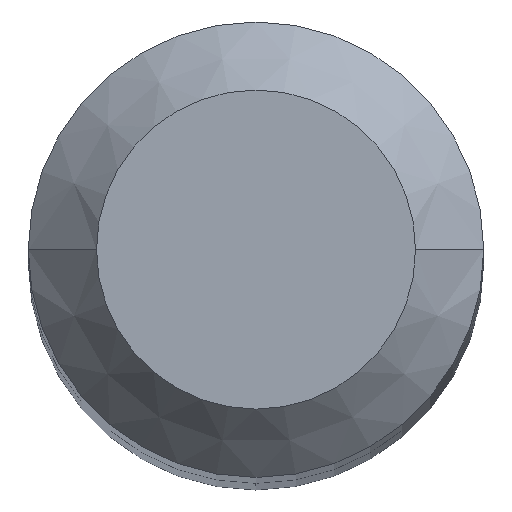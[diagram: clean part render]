
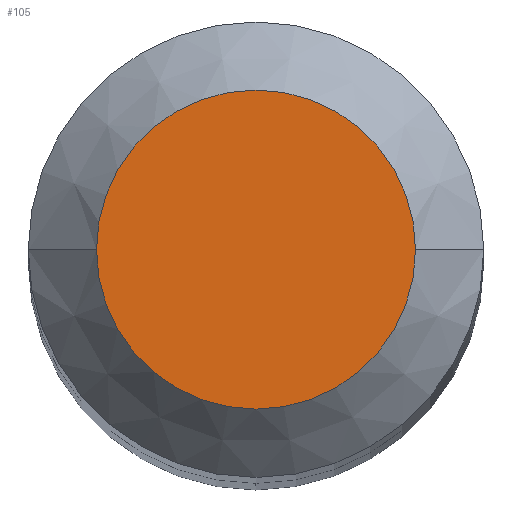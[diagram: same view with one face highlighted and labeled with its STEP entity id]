
A CAD part, top view. The second image highlights one B-rep face of the part: STEP entity #105.
In plain terms, the highlighted planar face has unit normal (0, 0, 1).
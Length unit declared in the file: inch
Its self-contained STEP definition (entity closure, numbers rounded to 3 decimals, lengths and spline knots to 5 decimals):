
#36 = DIRECTION ( 'NONE',  ( 1., 0., 0. ) ) ;
#70 = FACE_OUTER_BOUND ( 'NONE', #357, .T. ) ;
#73 = PLANE ( 'NONE',  #273 ) ;
#74 = EDGE_CURVE ( 'NONE', #235, #265, #307, .T. ) ;
#105 = ADVANCED_FACE ( 'NONE', ( #70 ), #73, .F. ) ;
#106 = DIRECTION ( 'NONE',  ( 0., 0., 1. ) ) ;
#112 = ORIENTED_EDGE ( 'NONE', *, *, #266, .T. ) ;
#128 = AXIS2_PLACEMENT_3D ( 'NONE', #168, #106, #197 ) ;
#131 = CARTESIAN_POINT ( 'NONE',  ( 0., 0., 0. ) ) ;
#153 = CIRCLE ( 'NONE', #128, 0.0731 ) ;
#168 = CARTESIAN_POINT ( 'NONE',  ( 0., 0., 0. ) ) ;
#172 = AXIS2_PLACEMENT_3D ( 'NONE', #345, #283, #36 ) ;
#187 = CARTESIAN_POINT ( 'NONE',  ( 0.0731, 0., 0. ) ) ;
#197 = DIRECTION ( 'NONE',  ( 1., 0., 0. ) ) ;
#221 = DIRECTION ( 'NONE',  ( 0., 0., -1. ) ) ;
#235 = VERTEX_POINT ( 'NONE', #187 ) ;
#246 = ORIENTED_EDGE ( 'NONE', *, *, #74, .T. ) ;
#265 = VERTEX_POINT ( 'NONE', #290 ) ;
#266 = EDGE_CURVE ( 'NONE', #265, #235, #153, .T. ) ;
#273 = AXIS2_PLACEMENT_3D ( 'NONE', #131, #221, #373 ) ;
#283 = DIRECTION ( 'NONE',  ( 0., 0., 1. ) ) ;
#290 = CARTESIAN_POINT ( 'NONE',  ( -0.0731, 0., 0. ) ) ;
#307 = CIRCLE ( 'NONE', #172, 0.0731 ) ;
#345 = CARTESIAN_POINT ( 'NONE',  ( 0., 0., 0. ) ) ;
#357 = EDGE_LOOP ( 'NONE', ( #112, #246 ) ) ;
#373 = DIRECTION ( 'NONE',  ( -1., 0., 0. ) ) ;
